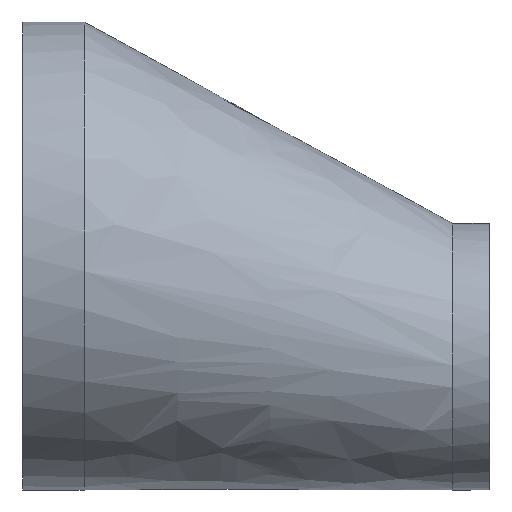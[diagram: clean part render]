
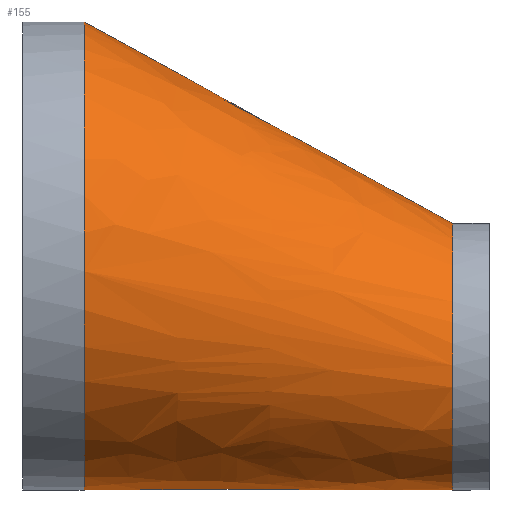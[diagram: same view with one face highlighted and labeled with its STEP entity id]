
A CAD part, front view. The second image highlights one B-rep face of the part: STEP entity #155.
In plain terms, the highlighted free-form (B-spline) face has degree [1, 2] with [2, 9] control points.
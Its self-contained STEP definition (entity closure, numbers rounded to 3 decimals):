
#33=FACE_OUTER_BOUND('',#41,.T.);
#41=EDGE_LOOP('',(#114,#115,#116,#117,#118,#119,#120,#121));
#50=B_SPLINE_CURVE_WITH_KNOTS('',1,(#312,#313),.UNSPECIFIED.,.F.,.F.,(2,
2),(-1.694,-0.017),.UNSPECIFIED.);
#57=CIRCLE('',#188,10.85);
#58=CIRCLE('',#189,10.85);
#59=CIRCLE('',#190,19.05);
#60=CIRCLE('',#191,19.05);
#61=CIRCLE('',#192,19.05);
#62=CIRCLE('',#193,10.85);
#73=VERTEX_POINT('',#306);
#74=VERTEX_POINT('',#307);
#75=VERTEX_POINT('',#309);
#76=VERTEX_POINT('',#311);
#77=VERTEX_POINT('',#314);
#78=VERTEX_POINT('',#316);
#90=EDGE_CURVE('',#73,#74,#57,.T.);
#91=EDGE_CURVE('',#75,#73,#58,.T.);
#92=EDGE_CURVE('',#75,#76,#50,.T.);
#93=EDGE_CURVE('',#76,#77,#59,.T.);
#94=EDGE_CURVE('',#77,#78,#60,.T.);
#95=EDGE_CURVE('',#78,#76,#61,.T.);
#96=EDGE_CURVE('',#74,#75,#62,.T.);
#114=ORIENTED_EDGE('',*,*,#90,.F.);
#115=ORIENTED_EDGE('',*,*,#91,.F.);
#116=ORIENTED_EDGE('',*,*,#92,.T.);
#117=ORIENTED_EDGE('',*,*,#93,.T.);
#118=ORIENTED_EDGE('',*,*,#94,.T.);
#119=ORIENTED_EDGE('',*,*,#95,.T.);
#120=ORIENTED_EDGE('',*,*,#92,.F.);
#121=ORIENTED_EDGE('',*,*,#96,.F.);
#153=(
BOUNDED_SURFACE()
B_SPLINE_SURFACE(1,2,((#288,#289,#290,#291,#292,#293,#294,#295,#296),(#297,
#298,#299,#300,#301,#302,#303,#304,#305)),.UNSPECIFIED.,.F.,.T.,.F.)
B_SPLINE_SURFACE_WITH_KNOTS((2,2),(3,2,2,2,3),(-0.255,1.83),
(-3.142,-1.571,0.,1.571,3.142),
 .UNSPECIFIED.)
GEOMETRIC_REPRESENTATION_ITEM()
RATIONAL_B_SPLINE_SURFACE(((1.,0.707,1.,0.707,1.,
0.707,1.,0.707,1.),(1.,0.707,1.,0.707,
1.,0.707,1.,0.707,1.)))
REPRESENTATION_ITEM('')
SURFACE()
);
#155=ADVANCED_FACE('',(#33),#153,.F.);
#188=AXIS2_PLACEMENT_3D('',#308,#218,#219);
#189=AXIS2_PLACEMENT_3D('',#310,#220,#221);
#190=AXIS2_PLACEMENT_3D('',#315,#222,#223);
#191=AXIS2_PLACEMENT_3D('',#317,#224,#225);
#192=AXIS2_PLACEMENT_3D('',#318,#226,#227);
#193=AXIS2_PLACEMENT_3D('',#319,#228,#229);
#218=DIRECTION('center_axis',(1.,0.,0.));
#219=DIRECTION('ref_axis',(0.,0.,-1.));
#220=DIRECTION('center_axis',(1.,0.,0.));
#221=DIRECTION('ref_axis',(0.,0.,-1.));
#222=DIRECTION('center_axis',(1.,0.,0.));
#223=DIRECTION('ref_axis',(0.,0.,-1.));
#224=DIRECTION('center_axis',(1.,0.,0.));
#225=DIRECTION('ref_axis',(0.,0.,-1.));
#226=DIRECTION('center_axis',(1.,0.,0.));
#227=DIRECTION('ref_axis',(0.,0.,-1.));
#228=DIRECTION('center_axis',(1.,0.,0.));
#229=DIRECTION('ref_axis',(0.,0.,-1.));
#288=CARTESIAN_POINT('Ctrl Pts',(0.133,-20.337,0.));
#289=CARTESIAN_POINT('Ctrl Pts',(-4.734,-20.337,-19.05));
#290=CARTESIAN_POINT('Ctrl Pts',(-4.734,0.,
-19.05));
#291=CARTESIAN_POINT('Ctrl Pts',(-4.734,20.337,-19.05));
#292=CARTESIAN_POINT('Ctrl Pts',(0.133,20.337,0.));
#293=CARTESIAN_POINT('Ctrl Pts',(5.,20.337,19.05));
#294=CARTESIAN_POINT('Ctrl Pts',(5.,0.,
19.05));
#295=CARTESIAN_POINT('Ctrl Pts',(5.,-20.337,19.05));
#296=CARTESIAN_POINT('Ctrl Pts',(0.133,-20.337,0.));
#297=CARTESIAN_POINT('Ctrl Pts',(37.432,-10.163,-9.53));
#298=CARTESIAN_POINT('Ctrl Pts',(35.,-10.163,-19.05));
#299=CARTESIAN_POINT('Ctrl Pts',(35.,0.,-19.05));
#300=CARTESIAN_POINT('Ctrl Pts',(35.,10.163,-19.05));
#301=CARTESIAN_POINT('Ctrl Pts',(37.432,10.163,-9.53));
#302=CARTESIAN_POINT('Ctrl Pts',(39.865,10.163,-0.009));
#303=CARTESIAN_POINT('Ctrl Pts',(39.865,0.,
-0.009));
#304=CARTESIAN_POINT('Ctrl Pts',(39.865,-10.163,-0.009));
#305=CARTESIAN_POINT('Ctrl Pts',(37.432,-10.163,-9.53));
#306=CARTESIAN_POINT('',(35.,0.,-19.05));
#307=CARTESIAN_POINT('',(35.,0.,2.65));
#308=CARTESIAN_POINT('Origin',(35.,0.,-8.2));
#309=CARTESIAN_POINT('',(35.,-10.827,-8.908));
#310=CARTESIAN_POINT('Origin',(35.,0.,-8.2));
#311=CARTESIAN_POINT('',(5.,-19.009,-1.244));
#312=CARTESIAN_POINT('Ctrl Pts',(35.,-10.827,-8.908));
#313=CARTESIAN_POINT('Ctrl Pts',(5.,-19.009,-1.244));
#314=CARTESIAN_POINT('',(5.,0.,-19.05));
#315=CARTESIAN_POINT('Origin',(5.,0.,0.));
#316=CARTESIAN_POINT('',(5.,0.,19.05));
#317=CARTESIAN_POINT('Origin',(5.,0.,0.));
#318=CARTESIAN_POINT('Origin',(5.,0.,0.));
#319=CARTESIAN_POINT('Origin',(35.,0.,-8.2));
